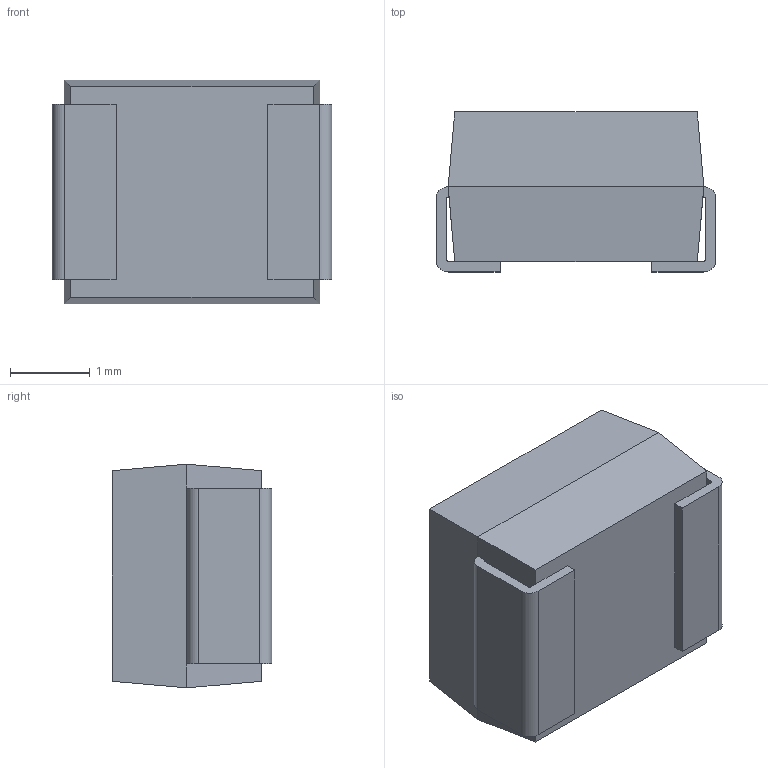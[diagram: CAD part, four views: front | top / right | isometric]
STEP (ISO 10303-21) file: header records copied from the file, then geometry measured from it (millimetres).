
FILE_DESCRIPTION (( 'STEP AP214' ), '1' );
FILE_NAME ('T520B106M016AHE100.STEP', '2021-10-21T20:31:09', ( '' ), ( '' ), 'SwSTEP 2.0', 'SolidWorks 2020', '' );
FILE_SCHEMA (( 'AUTOMOTIVE_DESIGN' ));
Length unit declared in the file: millimetre
Products named in the file (1): T520B106M016AHE100
Bounding box: 3.5 x 2 x 2.8 mm (x, y, z)
Volume: 16.8 mm3; surface area: 62.7 mm2
Topology: 5 solids, 5 shells, 72 faces, 172 edges, 112 vertices
Faces by surface type: plane 58, cylinder 14
Entity records: 2130 total; most frequent: CARTESIAN_POINT 357, DIRECTION 346, ORIENTED_EDGE 344, EDGE_CURVE 172, VECTOR 144, LINE 144, VERTEX_POINT 112, AXIS2_PLACEMENT_3D 101
